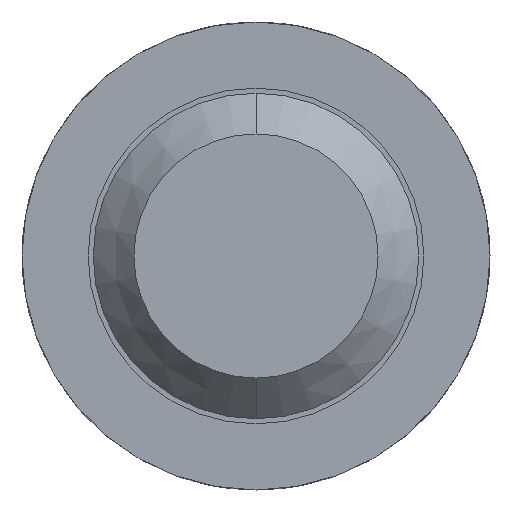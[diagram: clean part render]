
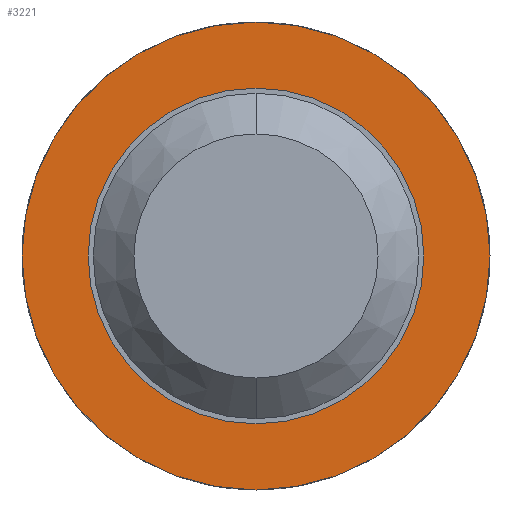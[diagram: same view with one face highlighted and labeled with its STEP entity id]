
A CAD part, front view. The second image highlights one B-rep face of the part: STEP entity #3221.
In plain terms, the highlighted planar face has unit normal (0, -1, 0).
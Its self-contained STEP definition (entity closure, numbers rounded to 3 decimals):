
#26 = EDGE_CURVE ( 'Defeature ausgef�hrt4_48+Defeature ausgef�hrt4_47+Defeature ausgef�hrt4_47+Defeature ausgef�hrt4_47', #4129, #1280, #2622, .T. ) ;
#222 = CIRCLE ( 'NONE', #1709, 0.825 ) ;
#284 = EDGE_LOOP ( 'NONE', ( #4389, #3589 ) ) ;
#489 = ORIENTED_EDGE ( 'NONE', *, *, #3092, .F. ) ;
#508 = DIRECTION ( 'NONE',  ( 0., 0., 1. ) ) ;
#836 = DIRECTION ( 'NONE',  ( 0., 1., 0. ) ) ;
#899 = CIRCLE ( 'NONE', #4741, 1.15 ) ;
#1072 = FACE_BOUND ( 'NONE', #284, .T. ) ;
#1109 = DIRECTION ( 'NONE',  ( 0., 1., 0. ) ) ;
#1280 = VERTEX_POINT ( 'NONE', #3828 ) ;
#1394 = DIRECTION ( 'NONE',  ( 0., 0., 1. ) ) ;
#1471 = CARTESIAN_POINT ( 'NONE',  ( 0., -1.5, 0. ) ) ;
#1549 = CARTESIAN_POINT ( 'NONE',  ( 0., -1.5, 1.15 ) ) ;
#1610 = CARTESIAN_POINT ( 'NONE',  ( 0.825, -1.5, 0. ) ) ;
#1699 = FACE_OUTER_BOUND ( 'NONE', #2635, .T. ) ;
#1709 = AXIS2_PLACEMENT_3D ( 'NONE', #1471, #836, #4442 ) ;
#1884 = CARTESIAN_POINT ( 'NONE',  ( 0., -1.5, 0. ) ) ;
#1950 = PLANE ( 'NONE',  #4488 ) ;
#2384 = EDGE_CURVE ( 'Defeature ausgef�hrt4_48+Defeature ausgef�hrt4_47+Defeature ausgef�hrt4_47+Defeature ausgef�hrt4_47', #1280, #4129, #222, .T. ) ;
#2442 = EDGE_CURVE ( 'Defeature ausgef�hrt4_44+Defeature ausgef�hrt4_48+Defeature ausgef�hrt4_48+Defeature ausgef�hrt4_48', #3378, #2916, #4179, .T. ) ;
#2622 = CIRCLE ( 'NONE', #4571, 0.825 ) ;
#2629 = DIRECTION ( 'NONE',  ( 0., 1., 0. ) ) ;
#2635 = EDGE_LOOP ( 'NONE', ( #3781, #489 ) ) ;
#2704 = DIRECTION ( 'NONE',  ( 0., 1., 0. ) ) ;
#2831 = CARTESIAN_POINT ( 'NONE',  ( 0., -1.5, 0.825 ) ) ;
#2916 = VERTEX_POINT ( 'NONE', #3623 ) ;
#2947 = DIRECTION ( 'NONE',  ( 0., 0., 1. ) ) ;
#3092 = EDGE_CURVE ( 'Defeature ausgef�hrt4_44+Defeature ausgef�hrt4_48+Defeature ausgef�hrt4_48+Defeature ausgef�hrt4_48', #2916, #3378, #899, .T. ) ;
#3221 = ADVANCED_FACE ( 'Defeature ausgef�hrt4_48', ( #1699, #1072 ), #1950, .F. ) ;
#3304 = CARTESIAN_POINT ( 'NONE',  ( 0., -1.5, 0. ) ) ;
#3378 = VERTEX_POINT ( 'NONE', #1549 ) ;
#3504 = AXIS2_PLACEMENT_3D ( 'NONE', #1884, #2629, #4465 ) ;
#3589 = ORIENTED_EDGE ( 'NONE', *, *, #2384, .T. ) ;
#3623 = CARTESIAN_POINT ( 'NONE',  ( 0., -1.5, -1.15 ) ) ;
#3781 = ORIENTED_EDGE ( 'NONE', *, *, #2442, .F. ) ;
#3828 = CARTESIAN_POINT ( 'NONE',  ( 0., -1.5, -0.825 ) ) ;
#3970 = DIRECTION ( 'NONE',  ( 0., 1., 0. ) ) ;
#4129 = VERTEX_POINT ( 'NONE', #2831 ) ;
#4179 = CIRCLE ( 'NONE', #3504, 1.15 ) ;
#4357 = CARTESIAN_POINT ( 'NONE',  ( 0., -1.5, 0. ) ) ;
#4389 = ORIENTED_EDGE ( 'NONE', *, *, #26, .T. ) ;
#4442 = DIRECTION ( 'NONE',  ( 0., 0., 1. ) ) ;
#4465 = DIRECTION ( 'NONE',  ( 0., 0., 1. ) ) ;
#4488 = AXIS2_PLACEMENT_3D ( 'NONE', #1610, #2704, #508 ) ;
#4571 = AXIS2_PLACEMENT_3D ( 'NONE', #4357, #3970, #1394 ) ;
#4741 = AXIS2_PLACEMENT_3D ( 'NONE', #3304, #1109, #2947 ) ;
